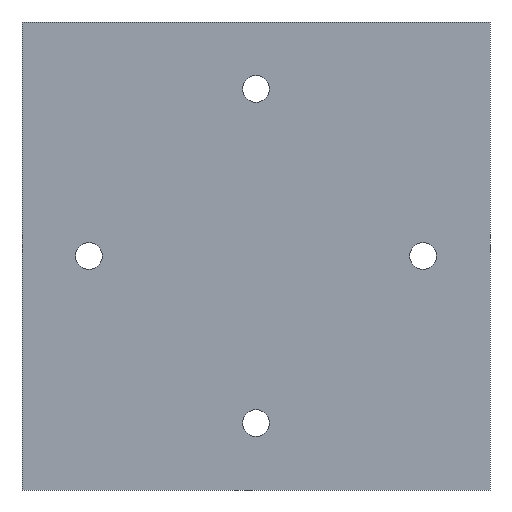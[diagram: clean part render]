
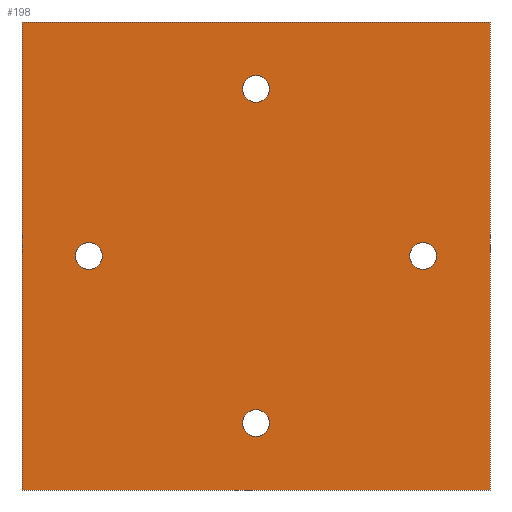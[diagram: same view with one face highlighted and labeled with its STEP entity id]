
A CAD part, front view. The second image highlights one B-rep face of the part: STEP entity #198.
In plain terms, the highlighted planar face has unit normal (0, -1, 0).
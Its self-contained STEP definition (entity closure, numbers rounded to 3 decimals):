
#19=FACE_BOUND('',#53,.T.);
#20=FACE_BOUND('',#54,.T.);
#21=FACE_BOUND('',#55,.T.);
#22=FACE_BOUND('',#56,.T.);
#28=PLANE('',#239);
#38=FACE_OUTER_BOUND('',#52,.T.);
#52=EDGE_LOOP('',(#177,#178,#179,#180));
#53=EDGE_LOOP('',(#181));
#54=EDGE_LOOP('',(#182));
#55=EDGE_LOOP('',(#183));
#56=EDGE_LOOP('',(#184));
#61=LINE('',#322,#77);
#65=LINE('',#330,#81);
#68=LINE('',#336,#84);
#71=LINE('',#341,#87);
#77=VECTOR('',#272,10.);
#81=VECTOR('',#278,10.);
#84=VECTOR('',#283,10.);
#87=VECTOR('',#288,10.);
#90=CIRCLE('',#224,2.);
#92=CIRCLE('',#227,2.);
#94=CIRCLE('',#230,2.);
#96=CIRCLE('',#233,2.);
#98=VERTEX_POINT('',#298);
#100=VERTEX_POINT('',#304);
#102=VERTEX_POINT('',#310);
#104=VERTEX_POINT('',#316);
#105=VERTEX_POINT('',#320);
#106=VERTEX_POINT('',#321);
#109=VERTEX_POINT('',#329);
#111=VERTEX_POINT('',#335);
#115=EDGE_CURVE('',#98,#98,#90,.T.);
#118=EDGE_CURVE('',#100,#100,#92,.T.);
#121=EDGE_CURVE('',#102,#102,#94,.T.);
#124=EDGE_CURVE('',#104,#104,#96,.T.);
#125=EDGE_CURVE('',#105,#106,#61,.T.);
#129=EDGE_CURVE('',#109,#105,#65,.T.);
#132=EDGE_CURVE('',#111,#109,#68,.T.);
#135=EDGE_CURVE('',#106,#111,#71,.T.);
#177=ORIENTED_EDGE('',*,*,#135,.F.);
#178=ORIENTED_EDGE('',*,*,#125,.F.);
#179=ORIENTED_EDGE('',*,*,#129,.F.);
#180=ORIENTED_EDGE('',*,*,#132,.F.);
#181=ORIENTED_EDGE('',*,*,#124,.F.);
#182=ORIENTED_EDGE('',*,*,#121,.F.);
#183=ORIENTED_EDGE('',*,*,#118,.F.);
#184=ORIENTED_EDGE('',*,*,#115,.F.);
#198=ADVANCED_FACE('',(#38,#19,#20,#21,#22),#28,.F.);
#224=AXIS2_PLACEMENT_3D('',#300,#247,#248);
#227=AXIS2_PLACEMENT_3D('',#306,#254,#255);
#230=AXIS2_PLACEMENT_3D('',#312,#261,#262);
#233=AXIS2_PLACEMENT_3D('',#318,#268,#269);
#239=AXIS2_PLACEMENT_3D('',#344,#292,#293);
#247=DIRECTION('center_axis',(0.,-1.,0.));
#248=DIRECTION('ref_axis',(1.,0.,0.));
#254=DIRECTION('center_axis',(0.,-1.,0.));
#255=DIRECTION('ref_axis',(1.,0.,0.));
#261=DIRECTION('center_axis',(0.,-1.,0.));
#262=DIRECTION('ref_axis',(1.,0.,0.));
#268=DIRECTION('center_axis',(0.,-1.,0.));
#269=DIRECTION('ref_axis',(1.,0.,0.));
#272=DIRECTION('',(1.,0.,0.));
#278=DIRECTION('',(0.,0.,1.));
#283=DIRECTION('',(-1.,0.,0.));
#288=DIRECTION('',(0.,0.,-1.));
#292=DIRECTION('center_axis',(0.,1.,0.));
#293=DIRECTION('ref_axis',(0.,0.,1.));
#298=CARTESIAN_POINT('',(-2.,0.,-25.));
#300=CARTESIAN_POINT('Origin',(0.,0.,-25.));
#304=CARTESIAN_POINT('',(23.,0.,0.));
#306=CARTESIAN_POINT('Origin',(25.,0.,0.));
#310=CARTESIAN_POINT('',(-2.,0.,25.));
#312=CARTESIAN_POINT('Origin',(0.,0.,25.));
#316=CARTESIAN_POINT('',(-27.,0.,0.));
#318=CARTESIAN_POINT('Origin',(-25.,0.,0.));
#320=CARTESIAN_POINT('',(-35.,0.,35.));
#321=CARTESIAN_POINT('',(35.,0.,35.));
#322=CARTESIAN_POINT('',(-35.,0.,35.));
#329=CARTESIAN_POINT('',(-35.,0.,-35.));
#330=CARTESIAN_POINT('',(-35.,0.,-35.));
#335=CARTESIAN_POINT('',(35.,0.,-35.));
#336=CARTESIAN_POINT('',(35.,0.,-35.));
#341=CARTESIAN_POINT('',(35.,0.,35.));
#344=CARTESIAN_POINT('Origin',(0.,0.,0.));
